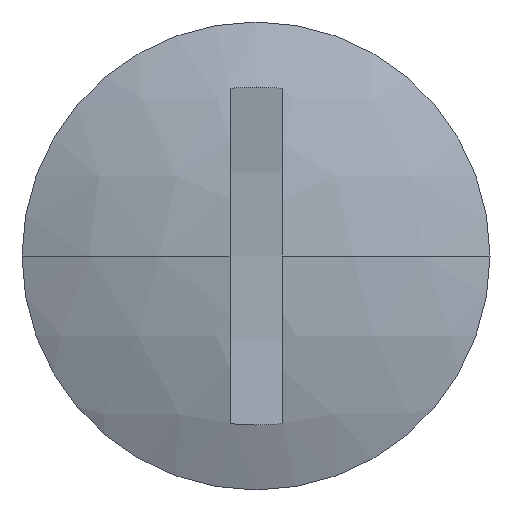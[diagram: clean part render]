
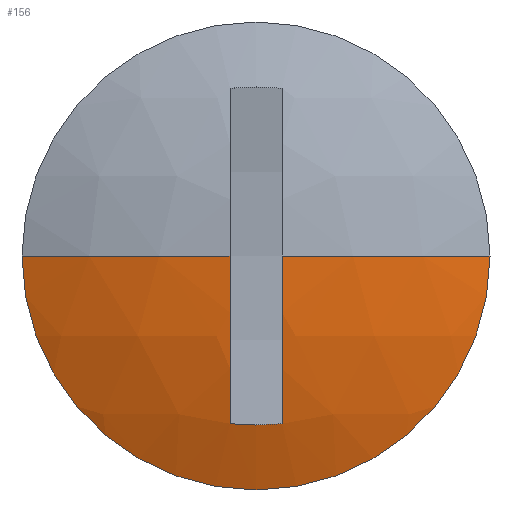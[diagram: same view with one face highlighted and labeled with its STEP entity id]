
A CAD part, left-side view. The second image highlights one B-rep face of the part: STEP entity #156.
In plain terms, the highlighted spherical face has radius 23.144 mm.
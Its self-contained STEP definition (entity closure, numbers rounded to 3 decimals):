
#5 = ORIENTED_EDGE ( 'NONE', *, *, #299, .F. ) ;
#15 = AXIS2_PLACEMENT_3D ( 'NONE', #489, #447, #119 ) ;
#22 = CARTESIAN_POINT ( 'NONE',  ( -8.093, 0.333, -6.516 ) ) ;
#49 = CARTESIAN_POINT ( 'NONE',  ( -7.2, 9., 0. ) ) ;
#50 = AXIS2_PLACEMENT_3D ( 'NONE', #304, #461, #302 ) ;
#52 = CARTESIAN_POINT ( 'NONE',  ( 14.122, 0., 0. ) ) ;
#60 = CIRCLE ( 'NONE', #533, 23.122 ) ;
#63 = CIRCLE ( 'NONE', #314, 23.144 ) ;
#93 = DIRECTION ( 'NONE',  ( 0., 0., -1. ) ) ;
#119 = DIRECTION ( 'NONE',  ( 0., -1., 0. ) ) ;
#131 = CIRCLE ( 'NONE', #491, 23.144 ) ;
#133 = CARTESIAN_POINT ( 'NONE',  ( 14.122, 0., 0. ) ) ;
#142 = DIRECTION ( 'NONE',  ( 0., -1., 0. ) ) ;
#143 = EDGE_CURVE ( 'NONE', #338, #200, #493, .T. ) ;
#146 = DIRECTION ( 'NONE',  ( 0., 0., -1. ) ) ;
#147 = CIRCLE ( 'NONE', #15, 9. ) ;
#155 = VERTEX_POINT ( 'NONE', #49 ) ;
#156 = ADVANCED_FACE ( 'NONE', ( #238 ), #311, .T. ) ;
#184 = CARTESIAN_POINT ( 'NONE',  ( 14.122, 0., 0. ) ) ;
#197 = EDGE_CURVE ( 'NONE', #333, #475, #60, .T. ) ;
#199 = EDGE_LOOP ( 'NONE', ( #398, #209, #453, #5, #417, #427 ) ) ;
#200 = VERTEX_POINT ( 'NONE', #228 ) ;
#209 = ORIENTED_EDGE ( 'NONE', *, *, #246, .T. ) ;
#228 = CARTESIAN_POINT ( 'NONE',  ( -8.081, 1., -6.453 ) ) ;
#234 = CARTESIAN_POINT ( 'NONE',  ( -9., -1., 0. ) ) ;
#238 = FACE_OUTER_BOUND ( 'NONE', #199, .T. ) ;
#246 = EDGE_CURVE ( 'NONE', #448, #333, #131, .T. ) ;
#256 = DIRECTION ( 'NONE',  ( 1., 0., 0. ) ) ;
#274 = DIRECTION ( 'NONE',  ( 0., 0., 1. ) ) ;
#299 = EDGE_CURVE ( 'NONE', #200, #475, #360, .T. ) ;
#302 = DIRECTION ( 'NONE',  ( 0., 0., 1. ) ) ;
#304 = CARTESIAN_POINT ( 'NONE',  ( 14.122, 1., 0. ) ) ;
#309 = CARTESIAN_POINT ( 'NONE',  ( 14.122, -1., 0. ) ) ;
#311 = SPHERICAL_SURFACE ( 'NONE', #445, 23.144 ) ;
#314 = AXIS2_PLACEMENT_3D ( 'NONE', #133, #501, #256 ) ;
#316 = CARTESIAN_POINT ( 'NONE',  ( -8.093, -0.333, -6.516 ) ) ;
#333 = VERTEX_POINT ( 'NONE', #234 ) ;
#338 = VERTEX_POINT ( 'NONE', #437 ) ;
#360 = B_SPLINE_CURVE_WITH_KNOTS ( 'NONE', 3,
 ( #388, #22, #316, #438 ),
 .UNSPECIFIED., .F., .F.,
 ( 4, 4 ),
 ( 0., 0.002 ),
 .UNSPECIFIED. ) ;
#364 = CARTESIAN_POINT ( 'NONE',  ( -7.2, -9., 0. ) ) ;
#381 = DIRECTION ( 'NONE',  ( 0., 1., 0. ) ) ;
#388 = CARTESIAN_POINT ( 'NONE',  ( -8.081, 1., -6.453 ) ) ;
#398 = ORIENTED_EDGE ( 'NONE', *, *, #420, .T. ) ;
#417 = ORIENTED_EDGE ( 'NONE', *, *, #143, .F. ) ;
#420 = EDGE_CURVE ( 'NONE', #155, #448, #147, .T. ) ;
#427 = ORIENTED_EDGE ( 'NONE', *, *, #531, .F. ) ;
#430 = DIRECTION ( 'NONE',  ( 0., 1., 0. ) ) ;
#437 = CARTESIAN_POINT ( 'NONE',  ( -9., 1., 0. ) ) ;
#438 = CARTESIAN_POINT ( 'NONE',  ( -8.081, -1., -6.453 ) ) ;
#445 = AXIS2_PLACEMENT_3D ( 'NONE', #52, #93, #381 ) ;
#447 = DIRECTION ( 'NONE',  ( -1., 0., 0. ) ) ;
#448 = VERTEX_POINT ( 'NONE', #364 ) ;
#453 = ORIENTED_EDGE ( 'NONE', *, *, #197, .T. ) ;
#461 = DIRECTION ( 'NONE',  ( 0., -1., 0. ) ) ;
#475 = VERTEX_POINT ( 'NONE', #534 ) ;
#489 = CARTESIAN_POINT ( 'NONE',  ( -7.2, 0., 0. ) ) ;
#491 = AXIS2_PLACEMENT_3D ( 'NONE', #184, #146, #430 ) ;
#493 = CIRCLE ( 'NONE', #50, 23.122 ) ;
#501 = DIRECTION ( 'NONE',  ( 0., 0., 1. ) ) ;
#531 = EDGE_CURVE ( 'NONE', #155, #338, #63, .T. ) ;
#533 = AXIS2_PLACEMENT_3D ( 'NONE', #309, #142, #274 ) ;
#534 = CARTESIAN_POINT ( 'NONE',  ( -8.081, -1., -6.453 ) ) ;
